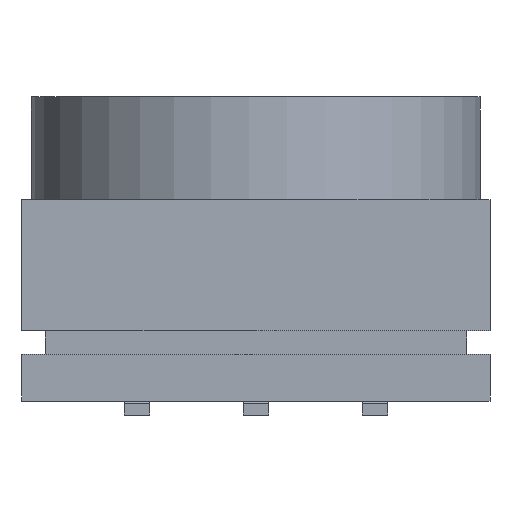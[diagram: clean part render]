
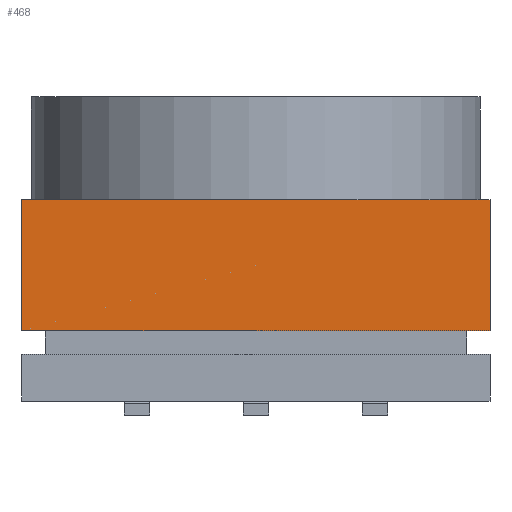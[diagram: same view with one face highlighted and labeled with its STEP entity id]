
A CAD part, left-side view. The second image highlights one B-rep face of the part: STEP entity #468.
In plain terms, the highlighted planar face has unit normal (-1, 0, 0).
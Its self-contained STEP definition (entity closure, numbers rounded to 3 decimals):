
#468 = ADVANCED_FACE( '', ( #1004 ), #1005, .F. );
#1004 = FACE_OUTER_BOUND( '', #1599, .T. );
#1005 = PLANE( '', #1600 );
#1599 = EDGE_LOOP( '', ( #3204, #3205, #3206, #3207 ) );
#1600 = AXIS2_PLACEMENT_3D( '', #3208, #3209, #3210 );
#3204 = ORIENTED_EDGE( '', *, *, #4228, .F. );
#3205 = ORIENTED_EDGE( '', *, *, #4234, .T. );
#3206 = ORIENTED_EDGE( '', *, *, #3721, .T. );
#3207 = ORIENTED_EDGE( '', *, *, #4235, .F. );
#3208 = CARTESIAN_POINT( '', ( -5., 5., 5. ) );
#3209 = DIRECTION( '', ( 1., 0., 0. ) );
#3210 = DIRECTION( '', ( 0., 0., -1. ) );
#3721 = EDGE_CURVE( '', #4376, #4374, #4377, .T. );
#4228 = EDGE_CURVE( '', #5140, #5138, #5142, .T. );
#4234 = EDGE_CURVE( '', #5140, #4376, #5149, .T. );
#4235 = EDGE_CURVE( '', #5138, #4374, #5150, .T. );
#4374 = VERTEX_POINT( '', #5439 );
#4376 = VERTEX_POINT( '', #5442 );
#4377 = LINE( '', #5443, #5444 );
#5138 = VERTEX_POINT( '', #7157 );
#5140 = VERTEX_POINT( '', #7160 );
#5142 = LINE( '', #7163, #7164 );
#5149 = LINE( '', #7172, #7173 );
#5150 = LINE( '', #7174, #7175 );
#5439 = CARTESIAN_POINT( '', ( -5., -5., 0. ) );
#5442 = CARTESIAN_POINT( '', ( -5., 5., 0. ) );
#5443 = CARTESIAN_POINT( '', ( -5., 5., 0. ) );
#5444 = VECTOR( '', #7315, 1000. );
#7157 = CARTESIAN_POINT( '', ( -5., -5., 2.8 ) );
#7160 = CARTESIAN_POINT( '', ( -5., 5., 2.8 ) );
#7163 = CARTESIAN_POINT( '', ( -5., 5., 2.8 ) );
#7164 = VECTOR( '', #7620, 1000. );
#7172 = CARTESIAN_POINT( '', ( -5., 5., 5. ) );
#7173 = VECTOR( '', #7628, 1000. );
#7174 = CARTESIAN_POINT( '', ( -5., -5., 5. ) );
#7175 = VECTOR( '', #7629, 1000. );
#7315 = DIRECTION( '', ( 0., -1., 0. ) );
#7620 = DIRECTION( '', ( 0., -1., 0. ) );
#7628 = DIRECTION( '', ( 0., 0., -1. ) );
#7629 = DIRECTION( '', ( 0., 0., -1. ) );
